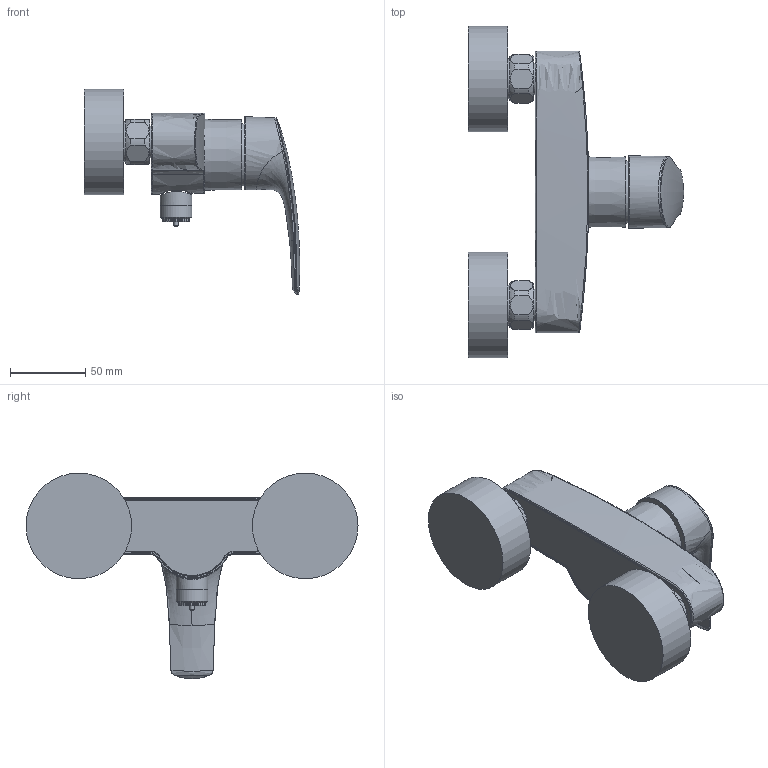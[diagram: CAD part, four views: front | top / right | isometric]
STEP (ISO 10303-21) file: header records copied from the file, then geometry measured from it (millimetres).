
FILE_DESCRIPTION(/* description */ ('Unknown'),/* implementation_level */ '2;1');
FILE_NAME(/* name */ '32172003',/* time_stamp */ '2022-09-01T15:28:50+02:00',/* author */ ('Unknown'),/* organization */ ('GROHE AG'),/* preprocessor_version */ 'ST-DEVELOPER v16.7',/* originating_system */ 'DEX',/* authorisation */ $);
FILE_SCHEMA (('AUTOMOTIVE_DESIGN {1 0 10303 214 3 1 1}'));
Length unit declared in the file: millimetre
Products named in the file (6): 32172003; 32172003_0; id77; 414500038_GEH_EHM_BR_OHM_SHOWER_100143271; NONE
Assembly tree (5 placements, depth 2):
  32172003
    32172003
    32172003_0
    id77
    414500038_GEH_EHM_BR_OHM_SHOWER_100143271
    NONE
Bounding box: 142.67 x 220 x 136.43 mm (x, y, z)
Volume: 200119.5 mm3; surface area: 90694 mm2
Topology: 2 solids, 25 shells, 154 faces, 742 edges, 602 vertices
Faces by surface type: plane 50, bspline 49, cylinder 30, cone 12, torus 12, sphere 1
Full cylindrical faces by diameter (mm): 2.98 x1, 18.5 x1, 20.955 x1, 21 x2, 21.1 x1, 26.44 x2, 70 x2
Entity records: 17228 total; most frequent: CARTESIAN_POINT 11620, ORIENTED_EDGE 981, DIRECTION 824, EDGE_CURVE 705, VERTEX_POINT 592, LINE 310, VECTOR 310, AXIS2_PLACEMENT_3D 257
